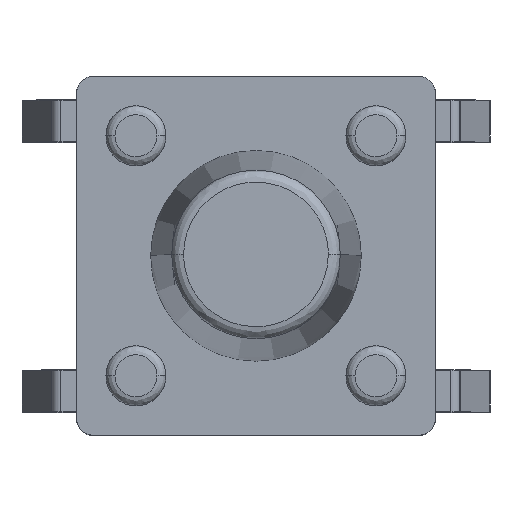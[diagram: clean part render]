
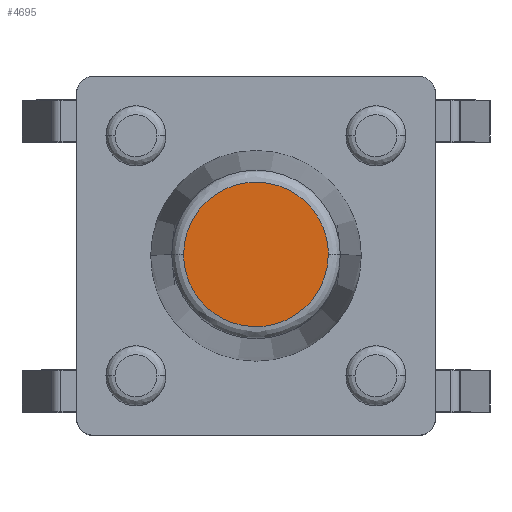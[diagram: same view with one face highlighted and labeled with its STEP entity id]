
A CAD part, top view. The second image highlights one B-rep face of the part: STEP entity #4695.
In plain terms, the highlighted planar face has unit normal (0, 0, 1).
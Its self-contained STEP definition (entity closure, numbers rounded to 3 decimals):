
#32 = EDGE_CURVE('',#33,#35,#37,.T.);
#33 = VERTEX_POINT('',#34);
#34 = CARTESIAN_POINT('',(4.404,-2.2,17.));
#35 = VERTEX_POINT('',#36);
#36 = CARTESIAN_POINT('',(1.994,-2.2,17.));
#37 = SURFACE_CURVE('',#38,(#43,#89),.PCURVE_S1.);
#38 = ( BOUNDED_CURVE() B_SPLINE_CURVE(3,(#39,#40,#41,#42),
.UNSPECIFIED.,.F.,.F.) B_SPLINE_CURVE_WITH_KNOTS((4,4),(0.,0.5),
.PIECEWISE_BEZIER_KNOTS.) CURVE() GEOMETRIC_REPRESENTATION_ITEM() 
RATIONAL_B_SPLINE_CURVE((1.,0.333,0.333,1.)) 
REPRESENTATION_ITEM('') );
#39 = CARTESIAN_POINT('',(4.404,-2.2,17.));
#40 = CARTESIAN_POINT('',(4.404,-4.61,17.));
#41 = CARTESIAN_POINT('',(1.994,-4.61,17.));
#42 = CARTESIAN_POINT('',(1.994,-2.2,17.));
#43 = PCURVE('',#44,#61);
#44 = ( BOUNDED_SURFACE() B_SPLINE_SURFACE(3,3,(
    (#45,#46,#47,#48)
    ,(#49,#50,#51,#52)
    ,(#53,#54,#55,#56)
    ,(#57,#58,#59,#60
)),.UNSPECIFIED.,.F.,.F.,.F.) B_SPLINE_SURFACE_WITH_KNOTS((4,4),(4,4),(
    0.,1.),(0.,1.),.PIECEWISE_BEZIER_KNOTS.) 
GEOMETRIC_REPRESENTATION_ITEM() RATIONAL_B_SPLINE_SURFACE((
    (1.,0.333,0.333,1.)
    ,(0.811,0.27,0.27,0.811)
    ,(0.811,0.27,0.27,0.811)
,(1.,0.333,0.333,1.
))) REPRESENTATION_ITEM('') SURFACE() );
#45 = CARTESIAN_POINT('',(1.994,-2.2,17.));
#46 = CARTESIAN_POINT('',(1.994,-4.61,17.));
#47 = CARTESIAN_POINT('',(4.404,-4.61,17.));
#48 = CARTESIAN_POINT('',(4.404,-2.2,17.));
#49 = CARTESIAN_POINT('',(1.879,-2.2,17.));
#50 = CARTESIAN_POINT('',(1.879,-4.84,17.));
#51 = CARTESIAN_POINT('',(4.519,-4.84,17.));
#52 = CARTESIAN_POINT('',(4.519,-2.2,17.));
#53 = CARTESIAN_POINT('',(1.797,-2.2,16.92));
#54 = CARTESIAN_POINT('',(1.797,-5.004,16.92
    ));
#55 = CARTESIAN_POINT('',(4.601,-5.004,16.92
    ));
#56 = CARTESIAN_POINT('',(4.601,-2.2,16.92));
#57 = CARTESIAN_POINT('',(1.794,-2.2,16.805));
#58 = CARTESIAN_POINT('',(1.794,-5.01,16.805
    ));
#59 = CARTESIAN_POINT('',(4.604,-5.01,16.805
    ));
#60 = CARTESIAN_POINT('',(4.604,-2.2,16.805));
#61 = DEFINITIONAL_REPRESENTATION('',(#62),#88);
#62 = B_SPLINE_CURVE_WITH_KNOTS('',3,(#63,#64,#65,#66,#67,#68,#69,#70,
    #71,#72,#73,#74,#75,#76,#77,#78,#79,#80,#81,#82,#83,#84,#85,#86,#87)
  ,.UNSPECIFIED.,.F.,.F.,(4,1,1,1,1,1,1,1,1,1,1,1,1,1,1,1,1,1,1,1,1,1,4)
  ,(0.,0.023,0.045,0.068,
    0.091,0.114,0.136,0.159,
    0.182,0.205,0.227,0.25,0.273,
    0.295,0.318,0.341,0.364,
    0.386,0.409,0.432,0.455,
    0.477,0.5),.UNSPECIFIED.);
#63 = CARTESIAN_POINT('',(0.,1.));
#64 = CARTESIAN_POINT('',(0.,0.985));
#65 = CARTESIAN_POINT('',(0.,0.955));
#66 = CARTESIAN_POINT('',(0.,0.909));
#67 = CARTESIAN_POINT('',(0.,0.864));
#68 = CARTESIAN_POINT('',(0.,0.818));
#69 = CARTESIAN_POINT('',(0.,0.773));
#70 = CARTESIAN_POINT('',(0.,0.727));
#71 = CARTESIAN_POINT('',(0.,0.682));
#72 = CARTESIAN_POINT('',(0.,0.636));
#73 = CARTESIAN_POINT('',(0.,0.591));
#74 = CARTESIAN_POINT('',(0.,0.545));
#75 = CARTESIAN_POINT('',(0.,0.5));
#76 = CARTESIAN_POINT('',(0.,0.455));
#77 = CARTESIAN_POINT('',(0.,0.409));
#78 = CARTESIAN_POINT('',(0.,0.364));
#79 = CARTESIAN_POINT('',(0.,0.318));
#80 = CARTESIAN_POINT('',(0.,0.273));
#81 = CARTESIAN_POINT('',(0.,0.227));
#82 = CARTESIAN_POINT('',(0.,0.182));
#83 = CARTESIAN_POINT('',(0.,0.136));
#84 = CARTESIAN_POINT('',(0.,0.091));
#85 = CARTESIAN_POINT('',(0.,0.045));
#86 = CARTESIAN_POINT('',(-0.,0.015));
#87 = CARTESIAN_POINT('',(0.,0.));
#88 = ( GEOMETRIC_REPRESENTATION_CONTEXT(2) 
PARAMETRIC_REPRESENTATION_CONTEXT() REPRESENTATION_CONTEXT('2D SPACE',''
  ) );
#89 = PCURVE('',#90,#95);
#90 = PLANE('',#91);
#91 = AXIS2_PLACEMENT_3D('',#92,#93,#94);
#92 = CARTESIAN_POINT('',(3.899,-2.2,17.));
#93 = DIRECTION('',(0.,0.,1.));
#94 = DIRECTION('',(1.,0.,0.));
#95 = DEFINITIONAL_REPRESENTATION('',(#96),#101);
#96 = ( BOUNDED_CURVE() B_SPLINE_CURVE(3,(#97,#98,#99,#100),
.UNSPECIFIED.,.F.,.F.) B_SPLINE_CURVE_WITH_KNOTS((4,4),(0.,0.5),
.PIECEWISE_BEZIER_KNOTS.) CURVE() GEOMETRIC_REPRESENTATION_ITEM() 
RATIONAL_B_SPLINE_CURVE((1.,0.333,0.333,1.)) 
REPRESENTATION_ITEM('') );
#97 = CARTESIAN_POINT('',(0.505,0.));
#98 = CARTESIAN_POINT('',(0.505,-2.41));
#99 = CARTESIAN_POINT('',(-1.905,-2.41));
#100 = CARTESIAN_POINT('',(-1.905,0.));
#101 = ( GEOMETRIC_REPRESENTATION_CONTEXT(2) 
PARAMETRIC_REPRESENTATION_CONTEXT() REPRESENTATION_CONTEXT('2D SPACE',''
  ) );
#142 = ( BOUNDED_SURFACE() B_SPLINE_SURFACE(3,3,(
    (#143,#144,#145,#146)
    ,(#147,#148,#149,#150)
    ,(#151,#152,#153,#154)
    ,(#155,#156,#157,#158
)),.UNSPECIFIED.,.F.,.F.,.F.) B_SPLINE_SURFACE_WITH_KNOTS((4,4),(4,4),(
    0.,1.),(0.,1.),.PIECEWISE_BEZIER_KNOTS.) 
GEOMETRIC_REPRESENTATION_ITEM() RATIONAL_B_SPLINE_SURFACE((
    (1.,0.333,0.333,1.)
    ,(0.811,0.27,0.27,0.811)
    ,(0.811,0.27,0.27,0.811)
,(1.,0.333,0.333,1.
))) REPRESENTATION_ITEM('') SURFACE() );
#143 = CARTESIAN_POINT('',(4.404,-2.2,17.));
#144 = CARTESIAN_POINT('',(4.404,0.21,17.));
#145 = CARTESIAN_POINT('',(1.994,0.21,17.));
#146 = CARTESIAN_POINT('',(1.994,-2.2,17.));
#147 = CARTESIAN_POINT('',(4.519,-2.2,17.));
#148 = CARTESIAN_POINT('',(4.519,0.44,17.));
#149 = CARTESIAN_POINT('',(1.879,0.44,17.));
#150 = CARTESIAN_POINT('',(1.879,-2.2,17.));
#151 = CARTESIAN_POINT('',(4.601,-2.2,16.92));
#152 = CARTESIAN_POINT('',(4.601,0.604,16.92
    ));
#153 = CARTESIAN_POINT('',(1.797,0.604,16.92
    ));
#154 = CARTESIAN_POINT('',(1.797,-2.2,16.92));
#155 = CARTESIAN_POINT('',(4.604,-2.2,16.805));
#156 = CARTESIAN_POINT('',(4.604,0.61,16.805
    ));
#157 = CARTESIAN_POINT('',(1.794,0.61,16.805
    ));
#158 = CARTESIAN_POINT('',(1.794,-2.2,16.805));
#4122 = EDGE_CURVE('',#35,#33,#4123,.T.);
#4123 = SURFACE_CURVE('',#4124,(#4129,#4158),.PCURVE_S1.);
#4124 = ( BOUNDED_CURVE() B_SPLINE_CURVE(3,(#4125,#4126,#4127,#4128),
.UNSPECIFIED.,.F.,.F.) B_SPLINE_CURVE_WITH_KNOTS((4,4),(0.5,1.),
.PIECEWISE_BEZIER_KNOTS.) CURVE() GEOMETRIC_REPRESENTATION_ITEM() 
RATIONAL_B_SPLINE_CURVE((1.,0.333,0.333,1.)) 
REPRESENTATION_ITEM('') );
#4125 = CARTESIAN_POINT('',(1.994,-2.2,17.));
#4126 = CARTESIAN_POINT('',(1.994,0.21,17.));
#4127 = CARTESIAN_POINT('',(4.404,0.21,17.));
#4128 = CARTESIAN_POINT('',(4.404,-2.2,17.));
#4129 = PCURVE('',#142,#4130);
#4130 = DEFINITIONAL_REPRESENTATION('',(#4131),#4157);
#4131 = B_SPLINE_CURVE_WITH_KNOTS('',3,(#4132,#4133,#4134,#4135,#4136,
    #4137,#4138,#4139,#4140,#4141,#4142,#4143,#4144,#4145,#4146,#4147,
    #4148,#4149,#4150,#4151,#4152,#4153,#4154,#4155,#4156),
  .UNSPECIFIED.,.F.,.F.,(4,1,1,1,1,1,1,1,1,1,1,1,1,1,1,1,1,1,1,1,1,1,4),
  (0.5,0.523,0.545,0.568,0.591,
    0.614,0.636,0.659,0.682,
    0.705,0.727,0.75,0.773,0.795,
    0.818,0.841,0.864,0.886,
    0.909,0.932,0.955,0.977,1.),
  .UNSPECIFIED.);
#4132 = CARTESIAN_POINT('',(0.,1.));
#4133 = CARTESIAN_POINT('',(0.,0.985));
#4134 = CARTESIAN_POINT('',(0.,0.955));
#4135 = CARTESIAN_POINT('',(0.,0.909));
#4136 = CARTESIAN_POINT('',(0.,0.864));
#4137 = CARTESIAN_POINT('',(0.,0.818));
#4138 = CARTESIAN_POINT('',(0.,0.773));
#4139 = CARTESIAN_POINT('',(0.,0.727));
#4140 = CARTESIAN_POINT('',(0.,0.682));
#4141 = CARTESIAN_POINT('',(0.,0.636));
#4142 = CARTESIAN_POINT('',(0.,0.591));
#4143 = CARTESIAN_POINT('',(0.,0.545));
#4144 = CARTESIAN_POINT('',(0.,0.5));
#4145 = CARTESIAN_POINT('',(0.,0.455));
#4146 = CARTESIAN_POINT('',(0.,0.409));
#4147 = CARTESIAN_POINT('',(0.,0.364));
#4148 = CARTESIAN_POINT('',(0.,0.318));
#4149 = CARTESIAN_POINT('',(0.,0.273));
#4150 = CARTESIAN_POINT('',(0.,0.227));
#4151 = CARTESIAN_POINT('',(0.,0.182));
#4152 = CARTESIAN_POINT('',(0.,0.136));
#4153 = CARTESIAN_POINT('',(0.,0.091));
#4154 = CARTESIAN_POINT('',(0.,0.045));
#4155 = CARTESIAN_POINT('',(-0.,0.015));
#4156 = CARTESIAN_POINT('',(0.,0.));
#4157 = ( GEOMETRIC_REPRESENTATION_CONTEXT(2) 
PARAMETRIC_REPRESENTATION_CONTEXT() REPRESENTATION_CONTEXT('2D SPACE',''
  ) );
#4158 = PCURVE('',#90,#4159);
#4159 = DEFINITIONAL_REPRESENTATION('',(#4160),#4165);
#4160 = ( BOUNDED_CURVE() B_SPLINE_CURVE(3,(#4161,#4162,#4163,#4164),
.UNSPECIFIED.,.F.,.F.) B_SPLINE_CURVE_WITH_KNOTS((4,4),(0.5,1.),
.PIECEWISE_BEZIER_KNOTS.) CURVE() GEOMETRIC_REPRESENTATION_ITEM() 
RATIONAL_B_SPLINE_CURVE((1.,0.333,0.333,1.)) 
REPRESENTATION_ITEM('') );
#4161 = CARTESIAN_POINT('',(-1.905,0.));
#4162 = CARTESIAN_POINT('',(-1.905,2.41));
#4163 = CARTESIAN_POINT('',(0.505,2.41));
#4164 = CARTESIAN_POINT('',(0.505,0.));
#4165 = ( GEOMETRIC_REPRESENTATION_CONTEXT(2) 
PARAMETRIC_REPRESENTATION_CONTEXT() REPRESENTATION_CONTEXT('2D SPACE',''
  ) );
#4695 = ADVANCED_FACE('',(#4696),#90,.T.);
#4696 = FACE_BOUND('',#4697,.T.);
#4697 = EDGE_LOOP('',(#4698,#4699));
#4698 = ORIENTED_EDGE('',*,*,#32,.F.);
#4699 = ORIENTED_EDGE('',*,*,#4122,.F.);
